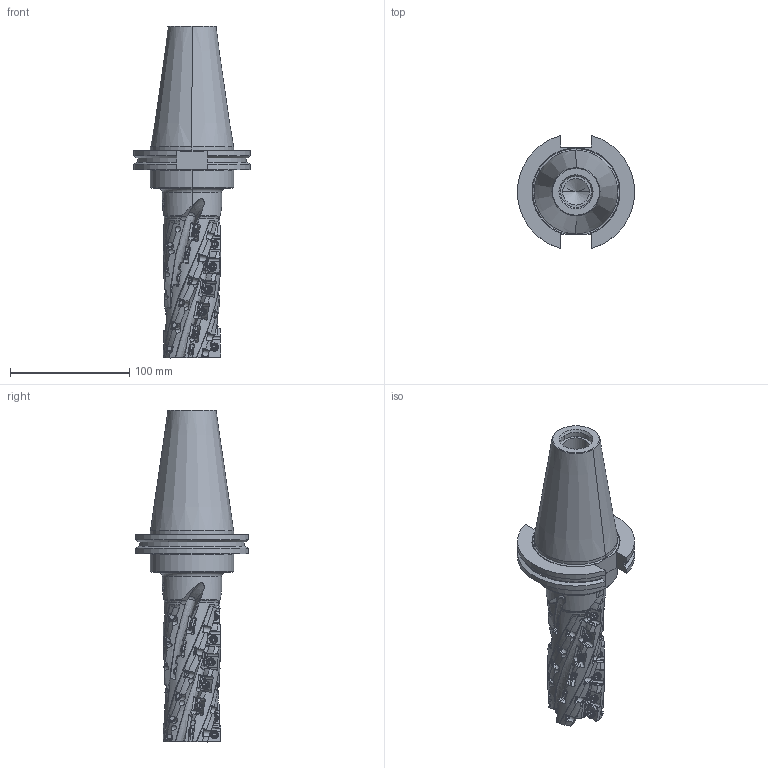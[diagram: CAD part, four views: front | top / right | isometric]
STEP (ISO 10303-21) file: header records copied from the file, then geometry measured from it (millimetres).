
FILE_DESCRIPTION(/* description */ (''),/* implementation_level */ '2;1');
FILE_NAME(/* name */ 'SPX4R3224CAT50NS.stp',/* time_stamp */ '2017-10-05T13:03:48+09:00',/* author */ (''),/* organization */ (''),/* preprocessor_version */ 'ST-DEVELOPER v16',/* originating_system */ 'SIEMENS PLM Software NX 10.0',/* authorisation */ '');
FILE_SCHEMA (('AUTOMOTIVE_DESIGN { 1 0 10303 214 3 1 1 1 }'));
Products named in the file (1): SPX4R3224CAT50NS_ASM
Bounding box: 98.05 x 94.95 x 278.93 mm (x, y, z)
Volume: 581942.4 mm3; surface area: 82888.1 mm2
Topology: 25 solids, 25 shells, 2076 faces, 6210 edges, 4095 vertices
Faces by surface type: cylinder 978, plane 432, torus 241, cone 224, bspline 103, sphere 92, extrusion 6
Entity records: 100388 total; most frequent: CARTESIAN_POINT 46339, ORIENTED_EDGE 12232, DIRECTION 10393, EDGE_CURVE 6116, AXIS2_PLACEMENT_3D 4375, VERTEX_POINT 4095, CIRCLE 2191, B_SPLINE_CURVE_WITH_KNOTS 2181
